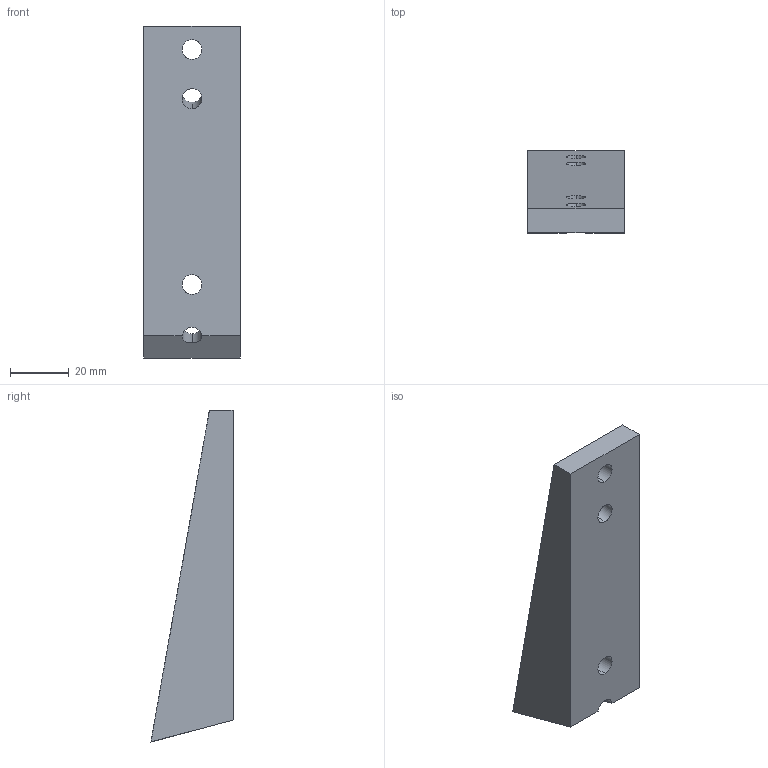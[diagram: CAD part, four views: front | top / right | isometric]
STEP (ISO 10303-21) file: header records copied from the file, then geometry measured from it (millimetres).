
FILE_DESCRIPTION (( 'STEP AP214' ), '1' );
FILE_NAME ('GIN-SC03-33_Support crémaillère 33mm.STEP', '2022-04-20T08:28:16', ( '' ), ( '' ), 'SwSTEP 2.0', 'SolidWorks 2021', '' );
FILE_SCHEMA (( 'AUTOMOTIVE_DESIGN' ));
Length unit declared in the file: millimetre
Products named in the file (1): GIN-SC03-33_Support cr幦aill鋨e 33mm
Bounding box: 33 x 27.92 x 113 mm (x, y, z)
Volume: 61016.9 mm3; surface area: 13473.3 mm2
Topology: 1 solids, 1 shells, 14 faces, 39 edges, 26 vertices
Faces by surface type: cylinder 8, plane 6
Entity records: 589 total; most frequent: CARTESIAN_POINT 110, ORIENTED_EDGE 78, DIRECTION 67, EDGE_CURVE 39, VERTEX_POINT 26, AXIS2_PLACEMENT_3D 23, VECTOR 21, LINE 21
